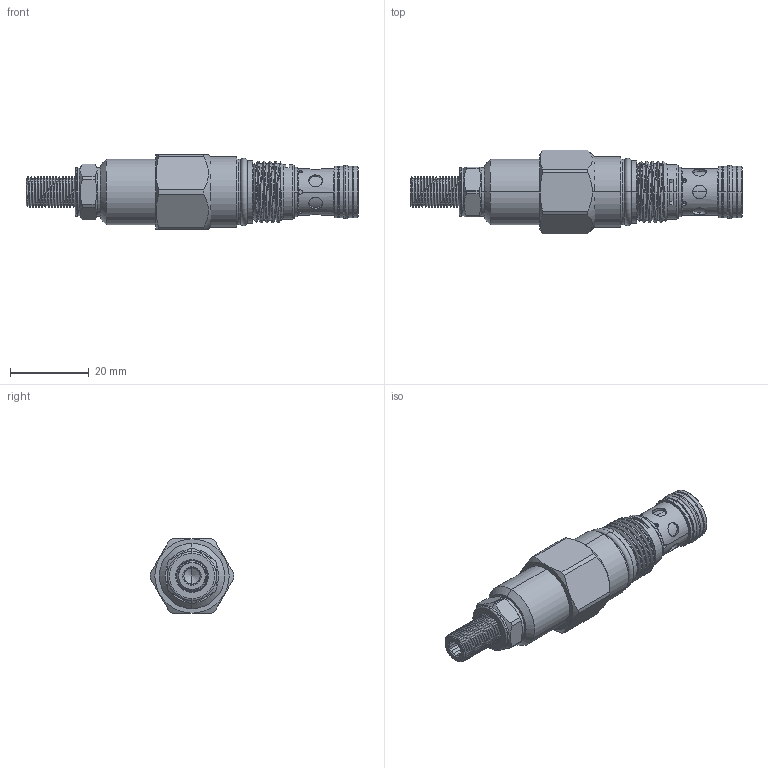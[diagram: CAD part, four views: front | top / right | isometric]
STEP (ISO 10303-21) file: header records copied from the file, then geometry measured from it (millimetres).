
FILE_DESCRIPTION (( 'STEP AP203' ), '1' );
FILE_NAME ('RD162A25-L.STEP', '2016-08-01T05:51:17', ( '' ), ( '' ), 'SwSTEP 2.0', 'SolidWorks 2012', '' );
FILE_SCHEMA (( 'CONFIG_CONTROL_DESIGN' ));
Length unit declared in the file: millimetre
Products named in the file (1): RD162A25-L
Bounding box: 84.57 x 21.4 x 19.05 mm (x, y, z)
Volume: 14549.2 mm3; surface area: 6650.1 mm2
Topology: 5 solids, 7 shells, 305 faces, 791 edges, 507 vertices
Faces by surface type: cylinder 176, plane 55, cone 46, torus 18, bspline 10
Entity records: 19468 total; most frequent: CARTESIAN_POINT 12557, ORIENTED_EDGE 1578, DIRECTION 1290, EDGE_CURVE 789, AXIS2_PLACEMENT_3D 522, VERTEX_POINT 507, EDGE_LOOP 332, FACE_OUTER_BOUND 305
